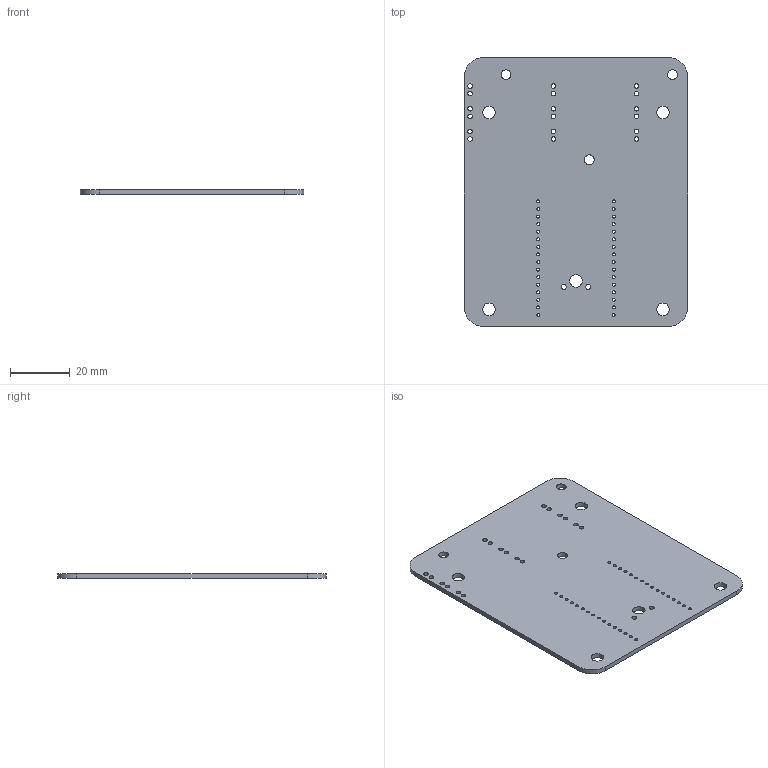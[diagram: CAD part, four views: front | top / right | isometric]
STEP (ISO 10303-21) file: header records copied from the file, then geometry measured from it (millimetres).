
FILE_DESCRIPTION(('KiCad electronic assembly'),'2;1');
FILE_NAME('y_arena_valve_controller.stp','2020-07-22T10:08:10',( 'An Author'),('A Company'),'Open CASCADE STEP processor 6.9', 'KiCad to STEP converter','Unknown');
FILE_SCHEMA(('AUTOMOTIVE_DESIGN { 1 0 10303 214 1 1 1 1 }'));
Length unit declared in the file: millimetre
Products named in the file (2): Open CASCADE STEP translator 6.9 1; COMPOUND
Assembly tree (1 placements, depth 2):
  Open CASCADE STEP translator 6.9 1
    COMPOUND
Bounding box: 74.93 x 90.17 x 1.6 mm (x, y, z)
Volume: 10501 mm3; surface area: 14111.2 mm2
Topology: 1 solids, 1 shells, 70 faces, 204 edges, 136 vertices
Faces by surface type: cylinder 64, plane 6
Full cylindrical faces by diameter (mm): 1.016 x32, 1.524 x18, 1.7 x2, 3.302 x3, 4.2 x1, 4.216 x4
Entity records: 5335 total; most frequent: DIRECTION 884, CARTESIAN_POINT 820, ORIENTED_EDGE 408, PCURVE 408, DEFINITIONAL_REPRESENTATION 408, LINE 356, VECTOR 356, CIRCLE 256
